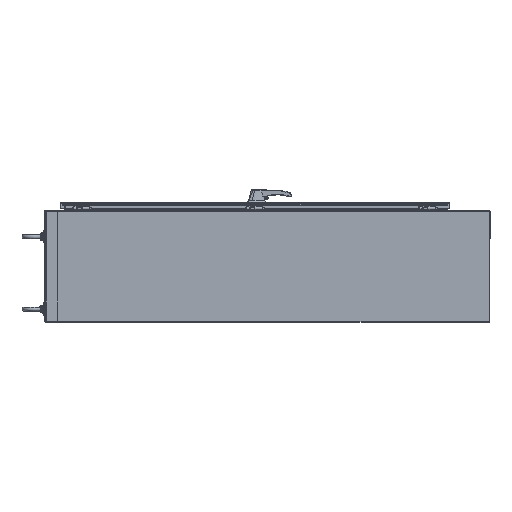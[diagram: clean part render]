
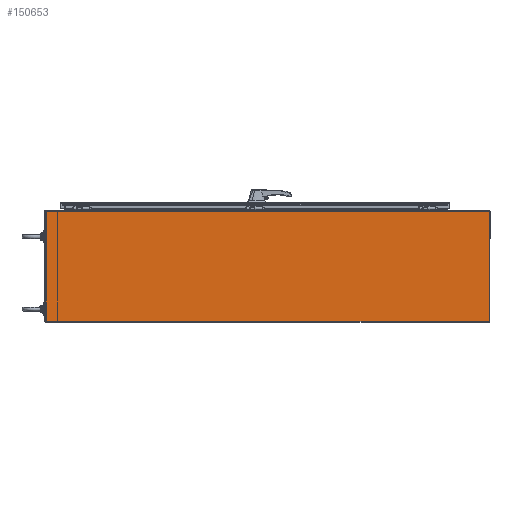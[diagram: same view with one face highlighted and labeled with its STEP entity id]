
A CAD part, left-side view. The second image highlights one B-rep face of the part: STEP entity #150653.
In plain terms, the highlighted planar face has unit normal (-1, 0, 0).
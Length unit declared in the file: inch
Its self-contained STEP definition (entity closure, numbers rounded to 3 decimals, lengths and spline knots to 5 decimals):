
#5568 = EDGE_CURVE ( 'NONE', #214991, #102213, #199264, .T. ) ;
#8390 = CARTESIAN_POINT ( 'NONE',  ( -0.125, 0., 0. ) ) ;
#15416 = FACE_OUTER_BOUND ( 'NONE', #51996, .T. ) ;
#15750 = EDGE_CURVE ( 'NONE', #99296, #88053, #101322, .T. ) ;
#20672 = DIRECTION ( 'NONE',  ( 0., 0., 1. ) ) ;
#23716 = CARTESIAN_POINT ( 'NONE',  ( -0.125, 0., 0. ) ) ;
#23951 = ORIENTED_EDGE ( 'NONE', *, *, #212328, .T. ) ;
#28603 = CIRCLE ( 'NONE', #29354, 0.015 ) ;
#29354 = AXIS2_PLACEMENT_3D ( 'NONE', #69020, #193506, #86825 ) ;
#30981 = ORIENTED_EDGE ( 'NONE', *, *, #31246, .T. ) ;
#31246 = EDGE_CURVE ( 'NONE', #88053, #106679, #176288, .T. ) ;
#34392 = VECTOR ( 'NONE', #139857, 39.37008 ) ;
#36567 = CARTESIAN_POINT ( 'NONE',  ( -0.125, -17.815, 6.672 ) ) ;
#38228 = CARTESIAN_POINT ( 'NONE',  ( -0.125, -17.815, 6.672 ) ) ;
#39349 = CARTESIAN_POINT ( 'NONE',  ( -0.125, -17.875, 0. ) ) ;
#45157 = PLANE ( 'NONE',  #56101 ) ;
#51996 = EDGE_LOOP ( 'NONE', ( #23951, #114614, #66873, #105981, #97330, #121372, #30981 ) ) ;
#53858 = DIRECTION ( 'NONE',  ( 0., 0., 1. ) ) ;
#56101 = AXIS2_PLACEMENT_3D ( 'NONE', #132058, #113527, #63052 ) ;
#63052 = DIRECTION ( 'NONE',  ( 0., 0., -1. ) ) ;
#66844 = CARTESIAN_POINT ( 'NONE',  ( -0.125, -17.875, 6.672 ) ) ;
#66873 = ORIENTED_EDGE ( 'NONE', *, *, #135233, .T. ) ;
#68372 = EDGE_CURVE ( 'NONE', #110084, #205279, #173149, .T. ) ;
#69020 = CARTESIAN_POINT ( 'NONE',  ( -0.125, -17.815, 6.687 ) ) ;
#86331 = CARTESIAN_POINT ( 'NONE',  ( -0.125, 0., 0. ) ) ;
#86825 = DIRECTION ( 'NONE',  ( 0., 0., -1. ) ) ;
#88053 = VERTEX_POINT ( 'NONE', #23716 ) ;
#97330 = ORIENTED_EDGE ( 'NONE', *, *, #219747, .T. ) ;
#98082 = CARTESIAN_POINT ( 'NONE',  ( -0.125, -17.875, 0. ) ) ;
#99296 = VERTEX_POINT ( 'NONE', #154266 ) ;
#101322 = LINE ( 'NONE', #8390, #168199 ) ;
#102213 = VERTEX_POINT ( 'NONE', #36567 ) ;
#105981 = ORIENTED_EDGE ( 'NONE', *, *, #68372, .T. ) ;
#106679 = VERTEX_POINT ( 'NONE', #98082 ) ;
#110084 = VERTEX_POINT ( 'NONE', #206779 ) ;
#113527 = DIRECTION ( 'NONE',  ( -1., 0., 0. ) ) ;
#114614 = ORIENTED_EDGE ( 'NONE', *, *, #5568, .T. ) ;
#121368 = CARTESIAN_POINT ( 'NONE',  ( -0.125, -17.815, 0. ) ) ;
#121372 = ORIENTED_EDGE ( 'NONE', *, *, #15750, .T. ) ;
#125738 = VECTOR ( 'NONE', #53858, 39.37008 ) ;
#127420 = VECTOR ( 'NONE', #180385, 39.37008 ) ;
#132058 = CARTESIAN_POINT ( 'NONE',  ( -0.125, 0., 0. ) ) ;
#135233 = EDGE_CURVE ( 'NONE', #102213, #110084, #28603, .T. ) ;
#139074 = CARTESIAN_POINT ( 'NONE',  ( -0.125, -17.815, 71.875 ) ) ;
#139857 = DIRECTION ( 'NONE',  ( 0., -1., 0. ) ) ;
#146153 = VECTOR ( 'NONE', #162544, 39.37008 ) ;
#150653 = ADVANCED_FACE ( 'NONE', ( #15416 ), #45157, .T. ) ;
#151242 = VECTOR ( 'NONE', #20672, 39.37008 ) ;
#154266 = CARTESIAN_POINT ( 'NONE',  ( -0.125, 0., 71.875 ) ) ;
#162544 = DIRECTION ( 'NONE',  ( 0., 1., 0. ) ) ;
#168199 = VECTOR ( 'NONE', #187205, 39.37008 ) ;
#173149 = LINE ( 'NONE', #121368, #125738 ) ;
#174926 = LINE ( 'NONE', #196832, #127420 ) ;
#176288 = LINE ( 'NONE', #86331, #34392 ) ;
#180385 = DIRECTION ( 'NONE',  ( 0., 1., 0. ) ) ;
#187205 = DIRECTION ( 'NONE',  ( 0., 0., -1. ) ) ;
#193506 = DIRECTION ( 'NONE',  ( 1., 0., 0. ) ) ;
#196832 = CARTESIAN_POINT ( 'NONE',  ( -0.125, 0., 71.875 ) ) ;
#198785 = LINE ( 'NONE', #39349, #151242 ) ;
#199264 = LINE ( 'NONE', #38228, #146153 ) ;
#205279 = VERTEX_POINT ( 'NONE', #139074 ) ;
#206779 = CARTESIAN_POINT ( 'NONE',  ( -0.125, -17.815, 6.702 ) ) ;
#212328 = EDGE_CURVE ( 'NONE', #106679, #214991, #198785, .T. ) ;
#214991 = VERTEX_POINT ( 'NONE', #66844 ) ;
#219747 = EDGE_CURVE ( 'NONE', #205279, #99296, #174926, .T. ) ;
